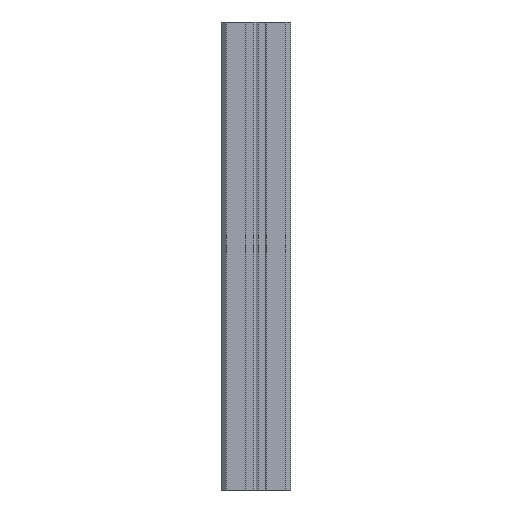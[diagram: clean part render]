
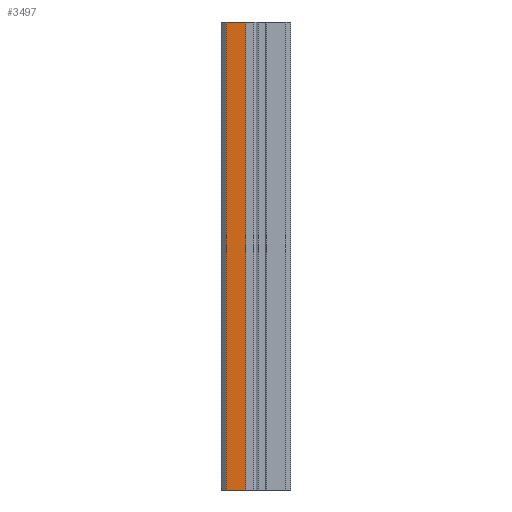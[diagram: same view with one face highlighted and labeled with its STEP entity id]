
A CAD part, left-side view. The second image highlights one B-rep face of the part: STEP entity #3497.
In plain terms, the highlighted planar face has unit normal (-1, 0, 0).
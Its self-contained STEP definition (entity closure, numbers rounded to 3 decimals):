
#206 = DIRECTION ( 'NONE',  ( 0., 0., -1. ) ) ;
#219 = CARTESIAN_POINT ( 'NONE',  ( -15., 0., 101.6 ) ) ;
#267 = DIRECTION ( 'NONE',  ( 0., 0., 1. ) ) ;
#335 = VERTEX_POINT ( 'NONE', #440 ) ;
#364 = VERTEX_POINT ( 'NONE', #2757 ) ;
#440 = CARTESIAN_POINT ( 'NONE',  ( -15., 13., -101.6 ) ) ;
#444 = EDGE_CURVE ( 'NONE', #364, #3543, #1698, .T. ) ;
#536 = CARTESIAN_POINT ( 'NONE',  ( -15., 0., 101.6 ) ) ;
#544 = DIRECTION ( 'NONE',  ( 0., 1., 0. ) ) ;
#569 = ORIENTED_EDGE ( 'NONE', *, *, #3647, .T. ) ;
#593 = VERTEX_POINT ( 'NONE', #3204 ) ;
#876 = VECTOR ( 'NONE', #544, 1000. ) ;
#1087 = CARTESIAN_POINT ( 'NONE',  ( -15., 13., 101.6 ) ) ;
#1181 = CARTESIAN_POINT ( 'NONE',  ( -15., 4.55, 101.6 ) ) ;
#1354 = VECTOR ( 'NONE', #2702, 1000. ) ;
#1698 = LINE ( 'NONE', #219, #876 ) ;
#1768 = LINE ( 'NONE', #1181, #1354 ) ;
#1957 = LINE ( 'NONE', #3126, #3450 ) ;
#2017 = PLANE ( 'NONE',  #2426 ) ;
#2106 = EDGE_CURVE ( 'NONE', #593, #335, #2575, .T. ) ;
#2272 = VECTOR ( 'NONE', #3762, 1000. ) ;
#2294 = ORIENTED_EDGE ( 'NONE', *, *, #2716, .T. ) ;
#2426 = AXIS2_PLACEMENT_3D ( 'NONE', #536, #3504, #267 ) ;
#2575 = LINE ( 'NONE', #2809, #2272 ) ;
#2702 = DIRECTION ( 'NONE',  ( 0., 0., 1. ) ) ;
#2716 = EDGE_CURVE ( 'NONE', #3543, #335, #1957, .T. ) ;
#2757 = CARTESIAN_POINT ( 'NONE',  ( -15., 4.55, 101.6 ) ) ;
#2809 = CARTESIAN_POINT ( 'NONE',  ( -15., 0., -101.6 ) ) ;
#3002 = ORIENTED_EDGE ( 'NONE', *, *, #2106, .F. ) ;
#3036 = EDGE_LOOP ( 'NONE', ( #3002, #569, #3468, #2294 ) ) ;
#3126 = CARTESIAN_POINT ( 'NONE',  ( -15., 13., 101.6 ) ) ;
#3204 = CARTESIAN_POINT ( 'NONE',  ( -15., 4.55, -101.6 ) ) ;
#3213 = FACE_OUTER_BOUND ( 'NONE', #3036, .T. ) ;
#3450 = VECTOR ( 'NONE', #206, 1000. ) ;
#3468 = ORIENTED_EDGE ( 'NONE', *, *, #444, .T. ) ;
#3497 = ADVANCED_FACE ( 'NONE', ( #3213 ), #2017, .T. ) ;
#3504 = DIRECTION ( 'NONE',  ( -1., 0., 0. ) ) ;
#3543 = VERTEX_POINT ( 'NONE', #1087 ) ;
#3647 = EDGE_CURVE ( 'NONE', #593, #364, #1768, .T. ) ;
#3762 = DIRECTION ( 'NONE',  ( 0., 1., 0. ) ) ;
